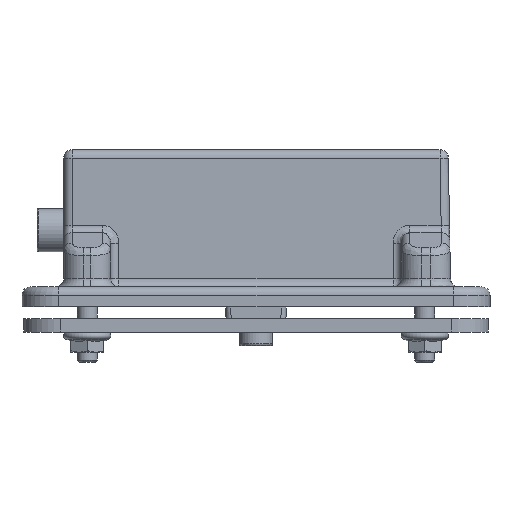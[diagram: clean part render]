
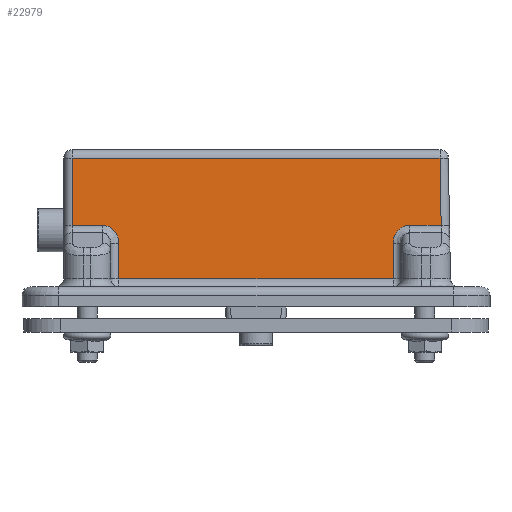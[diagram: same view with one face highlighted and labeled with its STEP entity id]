
A CAD part, left-side view. The second image highlights one B-rep face of the part: STEP entity #22979.
In plain terms, the highlighted planar face has unit normal (-1, 0, 0.018).
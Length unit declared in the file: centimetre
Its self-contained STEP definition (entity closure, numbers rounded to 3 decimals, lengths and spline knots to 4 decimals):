
#174=ELLIPSE('',#25559,0.5482,0.5);
#175=ELLIPSE('',#25560,0.5482,0.5);
#1816=FACE_OUTER_BOUND('',#3302,.T.);
#3302=EDGE_LOOP('',(#18953,#18954,#18955,#18956,#18957,#18958,#18959,#18960,
#18961,#18962));
#6256=LINE('',#39959,#8017);
#6272=LINE('',#40006,#8033);
#6273=LINE('',#40010,#8034);
#6274=LINE('',#40014,#8035);
#6275=LINE('',#40016,#8036);
#6276=LINE('',#40018,#8037);
#6277=LINE('',#40020,#8038);
#6278=LINE('',#40022,#8039);
#8017=VECTOR('',#32218,1.);
#8033=VECTOR('',#32272,1.);
#8034=VECTOR('',#32277,1.);
#8035=VECTOR('',#32280,1.);
#8036=VECTOR('',#32281,1.);
#8037=VECTOR('',#32282,1.);
#8038=VECTOR('',#32283,1.);
#8039=VECTOR('',#32284,1.);
#9830=VERTEX_POINT('',#39954);
#9831=VERTEX_POINT('',#39957);
#9843=VERTEX_POINT('',#40005);
#9844=VERTEX_POINT('',#40009);
#9845=VERTEX_POINT('',#40011);
#9846=VERTEX_POINT('',#40013);
#9847=VERTEX_POINT('',#40015);
#9848=VERTEX_POINT('',#40017);
#9849=VERTEX_POINT('',#40019);
#9850=VERTEX_POINT('',#40021);
#12886=EDGE_CURVE('',#9831,#9830,#6256,.T.);
#12909=EDGE_CURVE('',#9830,#9843,#6272,.T.);
#12911=EDGE_CURVE('',#9844,#9831,#6273,.T.);
#12912=EDGE_CURVE('',#9845,#9844,#174,.T.);
#12913=EDGE_CURVE('',#9846,#9845,#6274,.T.);
#12914=EDGE_CURVE('',#9847,#9846,#6275,.T.);
#12915=EDGE_CURVE('',#9848,#9847,#6276,.T.);
#12916=EDGE_CURVE('',#9849,#9848,#6277,.T.);
#12917=EDGE_CURVE('',#9850,#9849,#6278,.T.);
#12918=EDGE_CURVE('',#9843,#9850,#175,.T.);
#18953=ORIENTED_EDGE('',*,*,#12886,.F.);
#18954=ORIENTED_EDGE('',*,*,#12911,.F.);
#18955=ORIENTED_EDGE('',*,*,#12912,.F.);
#18956=ORIENTED_EDGE('',*,*,#12913,.F.);
#18957=ORIENTED_EDGE('',*,*,#12914,.F.);
#18958=ORIENTED_EDGE('',*,*,#12915,.F.);
#18959=ORIENTED_EDGE('',*,*,#12916,.F.);
#18960=ORIENTED_EDGE('',*,*,#12917,.F.);
#18961=ORIENTED_EDGE('',*,*,#12918,.F.);
#18962=ORIENTED_EDGE('',*,*,#12909,.F.);
#20656=PLANE('',#25558);
#22979=ADVANCED_FACE('',(#1816),#20656,.T.);
#25558=AXIS2_PLACEMENT_3D('',#40008,#32275,#32276);
#25559=AXIS2_PLACEMENT_3D('',#40012,#32278,#32279);
#25560=AXIS2_PLACEMENT_3D('',#40023,#32285,#32286);
#32218=DIRECTION('',(0.,1.,0.));
#32272=DIRECTION('',(0.017,0.,1.));
#32275=DIRECTION('center_axis',(-1.,0.,
0.017));
#32276=DIRECTION('ref_axis',(0.,1.,0.));
#32277=DIRECTION('',(-0.017,0.,-1.));
#32278=DIRECTION('center_axis',(-1.,0.,
0.017));
#32279=DIRECTION('ref_axis',(0.017,0.,1.));
#32280=DIRECTION('',(0.,1.,0.));
#32281=DIRECTION('',(-0.017,-0.017,-1.));
#32282=DIRECTION('',(0.,-1.,0.));
#32283=DIRECTION('',(0.017,0.,1.));
#32284=DIRECTION('',(0.,1.,0.));
#32285=DIRECTION('center_axis',(-1.,0.,
0.017));
#32286=DIRECTION('ref_axis',(0.017,0.,1.));
#39954=CARTESIAN_POINT('',(-9.0673,4.1,-3.4544));
#39957=CARTESIAN_POINT('',(-9.0673,-4.1,-3.4544));
#39959=CARTESIAN_POINT('',(-9.0673,-2.875,-3.4544));
#40005=CARTESIAN_POINT('',(-9.049,4.1,-2.4045));
#40006=CARTESIAN_POINT('',(-9.0358,4.1,-1.6494));
#40008=CARTESIAN_POINT('Origin',(-9.,-5.75,0.4));
#40009=CARTESIAN_POINT('',(-9.049,-4.1,-2.4045));
#40010=CARTESIAN_POINT('',(-9.0358,-4.1,-1.6494));
#40011=CARTESIAN_POINT('',(-9.0394,-4.6,-1.8564));
#40012=CARTESIAN_POINT('Origin',(-9.049,-4.6,-2.4045));
#40013=CARTESIAN_POINT('',(-9.0394,-5.5394,-1.8564));
#40014=CARTESIAN_POINT('',(-9.0394,-5.75,-1.8564));
#40015=CARTESIAN_POINT('',(-9.0043,-5.5043,0.1544));
#40016=CARTESIAN_POINT('',(-8.9973,-5.4974,0.5526));
#40017=CARTESIAN_POINT('',(-9.0043,5.5,0.1544));
#40018=CARTESIAN_POINT('',(-9.0043,-2.875,0.1544));
#40019=CARTESIAN_POINT('',(-9.0394,5.5,-1.8564));
#40020=CARTESIAN_POINT('',(-9.,5.5,0.4));
#40021=CARTESIAN_POINT('',(-9.0394,4.6,-1.8564));
#40022=CARTESIAN_POINT('',(-9.0394,0.,-1.8564));
#40023=CARTESIAN_POINT('Origin',(-9.049,4.6,-2.4045));
